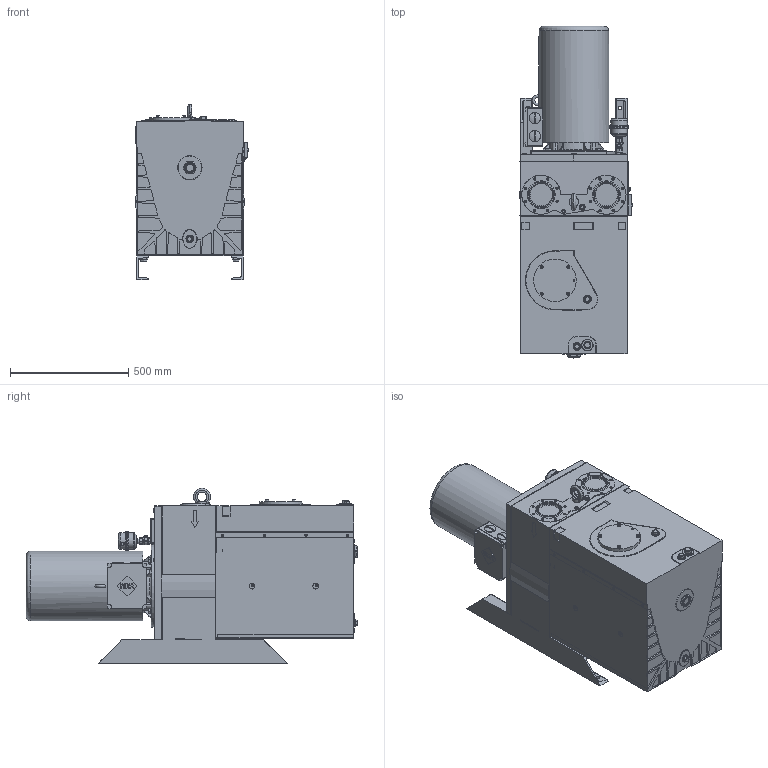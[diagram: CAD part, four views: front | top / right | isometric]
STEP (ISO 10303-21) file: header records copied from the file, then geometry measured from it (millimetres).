
FILE_DESCRIPTION((''),'2;1');
FILE_NAME('PK900390.stp','2011-08-18T10:21:32',('usleber'),(''),'Autodesk Inventor 2009','Autodesk Inventor 2009','');
FILE_SCHEMA(('CONFIG_CONTROL_DESIGN'));
Length unit declared in the file: millimetre
Products named in the file (1): PK900390
Bounding box: 476.94 x 1403.3 x 741 mm (x, y, z)
Volume: 252239703.8 mm3; surface area: 4810000 mm2
Topology: 1 solids, 50 shells, 2230 faces, 5467 edges, 3484 vertices
Faces by surface type: plane 1342, cylinder 403, cone 207, bspline 188, torus 85, sphere 5
Full cylindrical faces by diameter (mm): 2.693 x3, 3 x3, 4.8 x12, 6.8 x8, 8 x8, 8.5 x4, 9.5 x12, 9.728 x1, 12.2 x1, 13 x14, 14 x1, 14.63 x7, 15 x6, 16 x10, 16.662 x1, 17 x1, 17.6 x2, 17.8 x1, 18 x2, 18.631 x5, 18.7 x1, 19 x1, 20 x1, 20.955 x1, 20.96 x1, 21 x4, 22 x1, 22.49 x8, 24 x3, 25 x4
Entity records: 70799 total; most frequent: CARTESIAN_POINT 19553, DIRECTION 9980, ORIENTED_EDGE 9688, EDGE_CURVE 4844, AXIS2_PLACEMENT_3D 3722, VERTEX_POINT 3286, EDGE_LOOP 2958, VECTOR 2536
